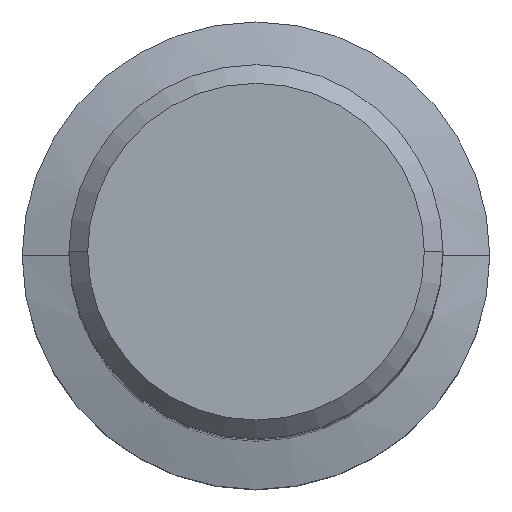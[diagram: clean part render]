
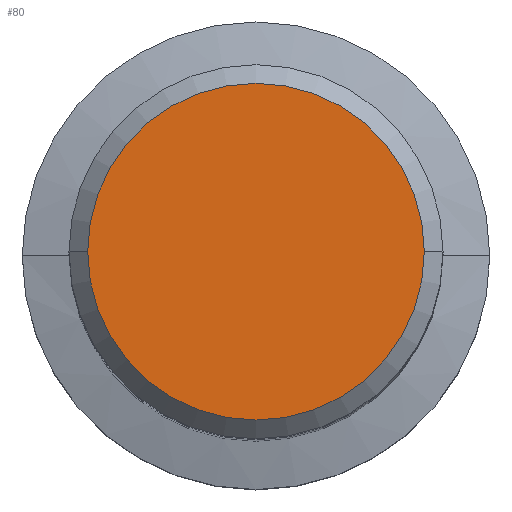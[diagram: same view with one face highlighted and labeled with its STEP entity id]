
A CAD part, top view. The second image highlights one B-rep face of the part: STEP entity #80.
In plain terms, the highlighted planar face has unit normal (0, 0, 1).
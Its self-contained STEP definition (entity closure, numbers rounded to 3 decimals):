
#44 = ORIENTED_EDGE ( 'NONE', *, *, #324, .T. ) ;
#61 = DIRECTION ( 'NONE',  ( 0., 0., 1. ) ) ;
#80 = ADVANCED_FACE ( 'NONE', ( #114 ), #755, .T. ) ;
#83 = DIRECTION ( 'NONE',  ( 0., 0., 1. ) ) ;
#92 = CARTESIAN_POINT ( 'NONE',  ( -1.8, 0., 0. ) ) ;
#114 = FACE_OUTER_BOUND ( 'NONE', #410, .T. ) ;
#207 = CIRCLE ( 'NONE', #658, 1.8 ) ;
#324 = EDGE_CURVE ( 'NONE', #473, #594, #654, .T. ) ;
#386 = DIRECTION ( 'NONE',  ( 1., 0., 0. ) ) ;
#410 = EDGE_LOOP ( 'NONE', ( #44, #805 ) ) ;
#415 = CARTESIAN_POINT ( 'NONE',  ( 0., 0., 0. ) ) ;
#436 = CARTESIAN_POINT ( 'NONE',  ( 0., 0., 0. ) ) ;
#473 = VERTEX_POINT ( 'NONE', #92 ) ;
#506 = DIRECTION ( 'NONE',  ( 1., 0., 0. ) ) ;
#512 = CARTESIAN_POINT ( 'NONE',  ( 0., 0., 0. ) ) ;
#549 = EDGE_CURVE ( 'NONE', #594, #473, #207, .T. ) ;
#588 = DIRECTION ( 'NONE',  ( 0., 0., 1. ) ) ;
#594 = VERTEX_POINT ( 'NONE', #664 ) ;
#596 = DIRECTION ( 'NONE',  ( 1., 0., 0. ) ) ;
#654 = CIRCLE ( 'NONE', #780, 1.8 ) ;
#658 = AXIS2_PLACEMENT_3D ( 'NONE', #415, #61, #596 ) ;
#664 = CARTESIAN_POINT ( 'NONE',  ( 1.8, 0., 0. ) ) ;
#755 = PLANE ( 'NONE',  #912 ) ;
#780 = AXIS2_PLACEMENT_3D ( 'NONE', #512, #588, #386 ) ;
#805 = ORIENTED_EDGE ( 'NONE', *, *, #549, .T. ) ;
#912 = AXIS2_PLACEMENT_3D ( 'NONE', #436, #83, #506 ) ;
